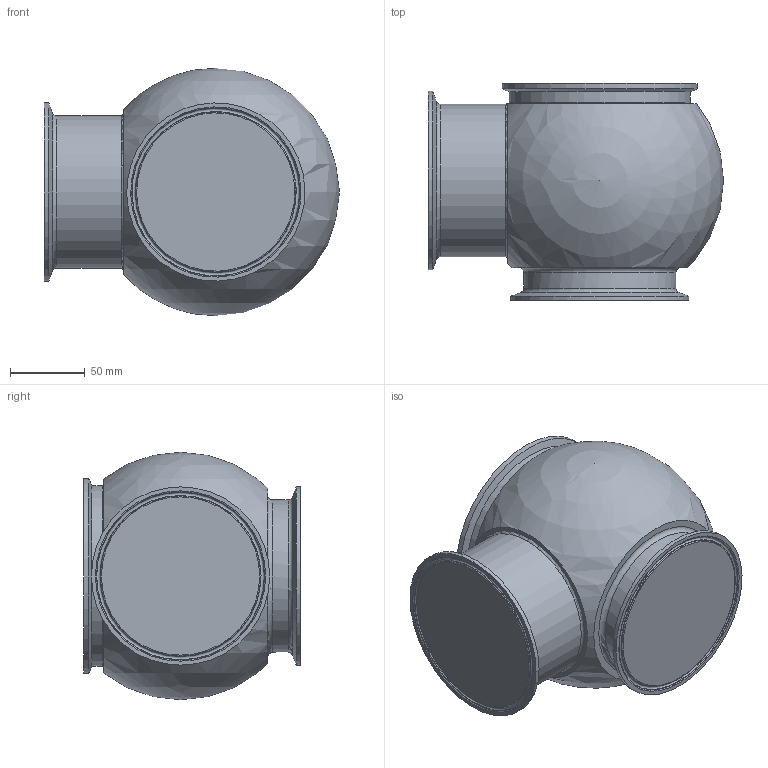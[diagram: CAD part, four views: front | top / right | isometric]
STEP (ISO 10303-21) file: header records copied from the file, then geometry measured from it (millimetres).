
FILE_DESCRIPTION(/* description */ (''),/* implementation_level */ '2;1');
FILE_NAME(/* name */ '111713.stp',/* time_stamp */ '2021-08-18T15:14:36+06:00',/* author */ ('H7M44K'),/* organization */ (''),/* preprocessor_version */ 'ST-DEVELOPER v18.1',/* originating_system */ 'Autodesk Inventor 2020',/* authorisation */ '');
FILE_SCHEMA (('AUTOMOTIVE_DESIGN { 1 0 10303 214 3 1 1 }'));
Length unit declared in the file: inch
Products named in the file (1): 111713
Bounding box: 196.85 x 144.7 x 165.1 mm (x, y, z)
Volume: 2682839.4 mm3; surface area: 122118.4 mm2
Topology: 1 solids, 1 shells, 33 faces, 101 edges, 73 vertices
Faces by surface type: torus 11, plane 8, cone 7, cylinder 6, sphere 1
Full cylindrical faces by diameter (mm): 101.6 x2, 118.923 x2, 120.65 x1, 130.175 x1
Entity records: 1258 total; most frequent: DIRECTION 249, CARTESIAN_POINT 219, ORIENTED_EDGE 198, AXIS2_PLACEMENT_3D 117, EDGE_CURVE 99, CIRCLE 83, VERTEX_POINT 73, EDGE_LOOP 38
